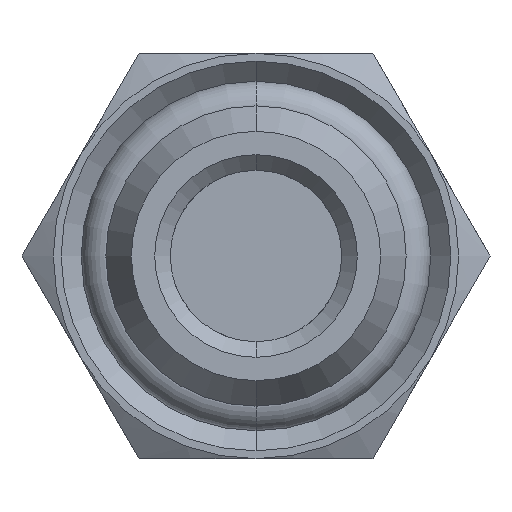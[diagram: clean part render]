
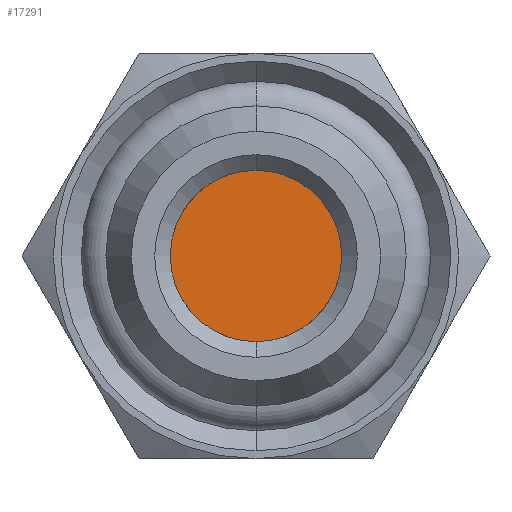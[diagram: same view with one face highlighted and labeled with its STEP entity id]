
A CAD part, front view. The second image highlights one B-rep face of the part: STEP entity #17291.
In plain terms, the highlighted planar face has unit normal (0, -1, 0).
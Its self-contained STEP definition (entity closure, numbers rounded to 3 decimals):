
#6450 = CARTESIAN_POINT ( 'NONE',  ( 0., 1.412, -2.75 ) ) ;
#6453 = CARTESIAN_POINT ( 'NONE',  ( 0., 1.412, 2.75 ) ) ;
#10613 = EDGE_LOOP ( 'NONE', ( #20458, #20459 ) ) ;
#11705 = FACE_OUTER_BOUND ( 'NONE', #10613, .T. ) ;
#12044 =( BOUNDED_CURVE ( )  B_SPLINE_CURVE ( 3, ( #18415, #18410, #18411, #18416 ),
 .UNSPECIFIED., .F., .F. ) 
 B_SPLINE_CURVE_WITH_KNOTS ( ( 4, 4 ),
 ( 1.571, 4.712 ),
 .UNSPECIFIED. ) 
 CURVE ( )  GEOMETRIC_REPRESENTATION_ITEM ( )  RATIONAL_B_SPLINE_CURVE ( ( 1., 0.333, 0.333, 1. ) ) 
 REPRESENTATION_ITEM ( '' )  );
#13251 = AXIS2_PLACEMENT_3D ( 'NONE', #13482, #13493, #13494 ) ;
#13482 = CARTESIAN_POINT ( 'NONE',  ( 0., 1.412, 0. ) ) ;
#13491 = PLANE ( 'NONE',  #13251 ) ;
#13493 = DIRECTION ( 'NONE',  ( 0., -1., 0. ) ) ;
#13494 = DIRECTION ( 'NONE',  ( 1., 0., 0. ) ) ;
#15395 = CARTESIAN_POINT ( 'NONE',  ( -5.5, 1.411, -2.75 ) ) ;
#15399 = CARTESIAN_POINT ( 'NONE',  ( 0., 1.412, -2.75 ) ) ;
#15401 = CARTESIAN_POINT ( 'NONE',  ( -5.5, 1.411, 2.75 ) ) ;
#15402 = CARTESIAN_POINT ( 'NONE',  ( 0., 1.412, 2.75 ) ) ;
#15483 =( BOUNDED_CURVE ( )  B_SPLINE_CURVE ( 3, ( #15399, #15395, #15401, #15402 ),
 .UNSPECIFIED., .F., .T. ) 
 B_SPLINE_CURVE_WITH_KNOTS ( ( 4, 4 ),
 ( 4.712, 7.854 ),
 .UNSPECIFIED. ) 
 CURVE ( )  GEOMETRIC_REPRESENTATION_ITEM ( )  RATIONAL_B_SPLINE_CURVE ( ( 1., 0.333, 0.333, 1. ) ) 
 REPRESENTATION_ITEM ( '' )  );
#17291 = ADVANCED_FACE ( 'NONE', ( #11705 ), #13491, .T. ) ;
#18277 = EDGE_CURVE ( 'NONE', #20489, #20486, #12044, .T. ) ;
#18410 = CARTESIAN_POINT ( 'NONE',  ( 5.5, 1.414, 2.75 ) ) ;
#18411 = CARTESIAN_POINT ( 'NONE',  ( 5.5, 1.414, -2.75 ) ) ;
#18415 = CARTESIAN_POINT ( 'NONE',  ( 0., 1.412, 2.75 ) ) ;
#18416 = CARTESIAN_POINT ( 'NONE',  ( 0., 1.412, -2.75 ) ) ;
#19946 = EDGE_CURVE ( 'NONE', #20486, #20489, #15483, .T. ) ;
#20458 = ORIENTED_EDGE ( 'NONE', *, *, #19946, .F. ) ;
#20459 = ORIENTED_EDGE ( 'NONE', *, *, #18277, .F. ) ;
#20486 = VERTEX_POINT ( 'NONE', #6450 ) ;
#20489 = VERTEX_POINT ( 'NONE', #6453 ) ;
